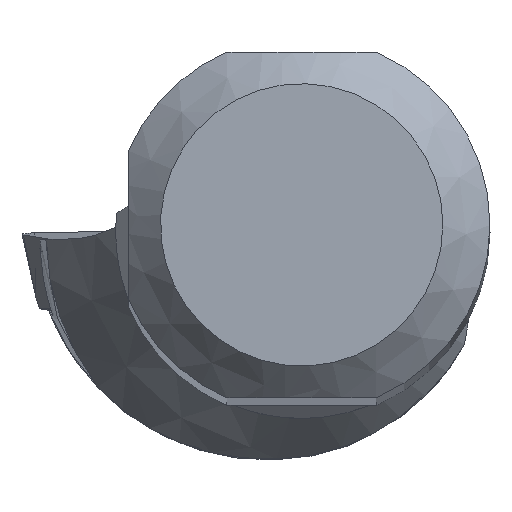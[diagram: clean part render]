
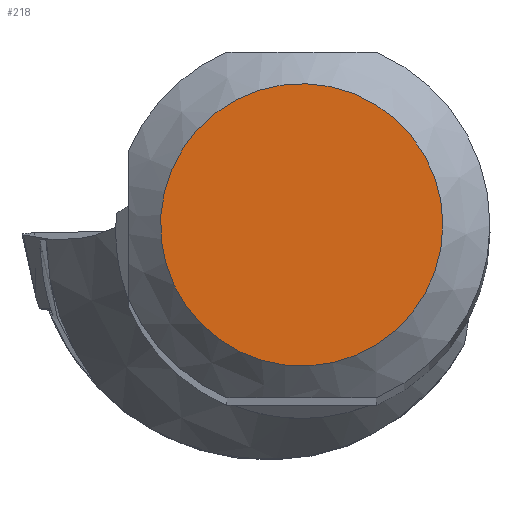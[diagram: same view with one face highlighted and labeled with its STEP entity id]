
A CAD part, top view. The second image highlights one B-rep face of the part: STEP entity #218.
In plain terms, the highlighted planar face has unit normal (0, 0, 1).
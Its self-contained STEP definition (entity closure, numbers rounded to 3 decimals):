
#171=FACE_OUTER_BOUND('',#455,.T.);
#218=ADVANCED_FACE('',(#171),#251,.T.);
#251=PLANE('',#1104);
#455=EDGE_LOOP('',(#606));
#606=ORIENTED_EDGE('',*,*,#910,.T.);
#804=VERTEX_POINT('',#1704);
#910=EDGE_CURVE('',#804,#804,#975,.T.);
#975=CIRCLE('',#1103,4.493);
#1103=AXIS2_PLACEMENT_3D('',#1703,#1295,#1296);
#1104=AXIS2_PLACEMENT_3D('',#1705,#1297,#1298);
#1295=DIRECTION('',(0.,0.,1.));
#1296=DIRECTION('',(1.,0.,0.));
#1297=DIRECTION('',(0.,0.,1.));
#1298=DIRECTION('',(1.,0.,0.));
#1703=CARTESIAN_POINT('',(0.,0.,0.));
#1704=CARTESIAN_POINT('',(4.493,0.,0.));
#1705=CARTESIAN_POINT('',(0.,0.,
0.));
